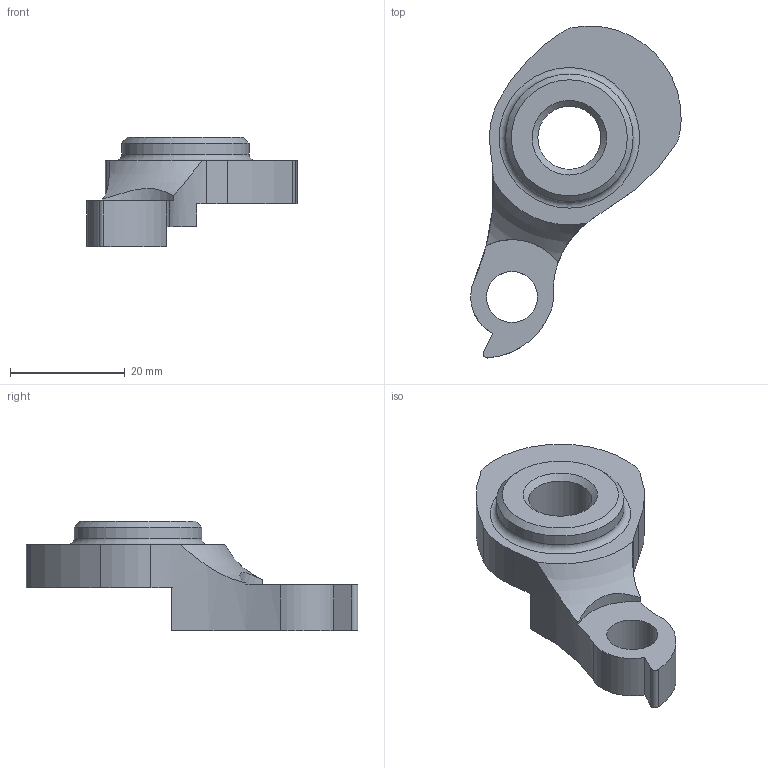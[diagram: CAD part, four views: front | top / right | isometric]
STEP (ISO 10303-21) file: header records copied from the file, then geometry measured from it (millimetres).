
FILE_DESCRIPTION (( 'STEP AP214' ), '1' );
FILE_NAME ('DR4038.STEP', '2013-09-18T15:12:49', ( '' ), ( '' ), 'SwSTEP 2.0', 'SolidWorks 2012', '' );
FILE_SCHEMA (( 'AUTOMOTIVE_DESIGN' ));
Length unit declared in the file: millimetre
Products named in the file (1): DR4038
Bounding box: 36.68 x 57.87 x 19.05 mm (x, y, z)
Volume: 9051 mm3; surface area: 4381.3 mm2
Topology: 1 solids, 1 shells, 34 faces, 85 edges, 56 vertices
Faces by surface type: cylinder 20, plane 10, torus 2, cone 2
Full cylindrical faces by diameter (mm): 3.998 x2, 8.9 x1, 11 x1, 22.23 x1
Entity records: 1076 total; most frequent: CARTESIAN_POINT 213, DIRECTION 192, ORIENTED_EDGE 152, AXIS2_PLACEMENT_3D 84, EDGE_CURVE 76, VERTEX_POINT 55, EDGE_LOOP 49, CIRCLE 49
